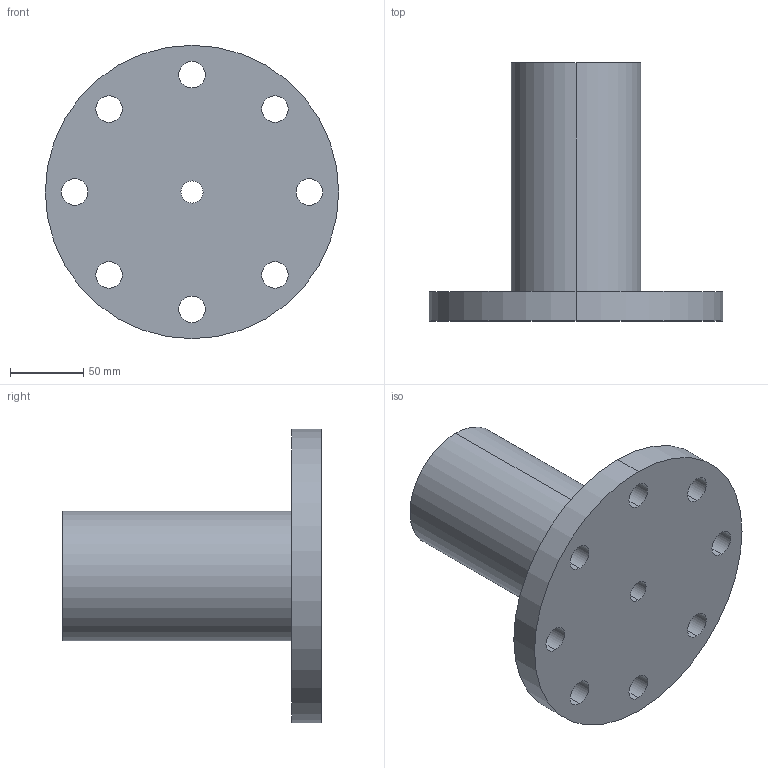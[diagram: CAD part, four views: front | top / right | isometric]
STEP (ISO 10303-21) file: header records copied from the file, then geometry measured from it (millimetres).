
FILE_DESCRIPTION (( 'STEP AP203' ), '1' );
FILE_NAME ('3D_PS7410_88.9_148621250.STEP', '2024-11-22T07:17:35', ( '' ), ( '' ), 'SwSTEP 2.0', 'SolidWorks 2023', '' );
FILE_SCHEMA (( 'CONFIG_CONTROL_DESIGN' ));
Length unit declared in the file: millimetre
Products named in the file (1): 3D_PS7410_88.9_148621250
Bounding box: 200 x 176 x 200 mm (x, y, z)
Volume: 660395 mm3; surface area: 165682.4 mm2
Topology: 1 solids, 1 shells, 28 faces, 72 edges, 48 vertices
Faces by surface type: cylinder 24, plane 4
Entity records: 997 total; most frequent: DIRECTION 178, CARTESIAN_POINT 149, ORIENTED_EDGE 144, AXIS2_PLACEMENT_3D 77, EDGE_CURVE 72, CIRCLE 48, EDGE_LOOP 48, VERTEX_POINT 48
